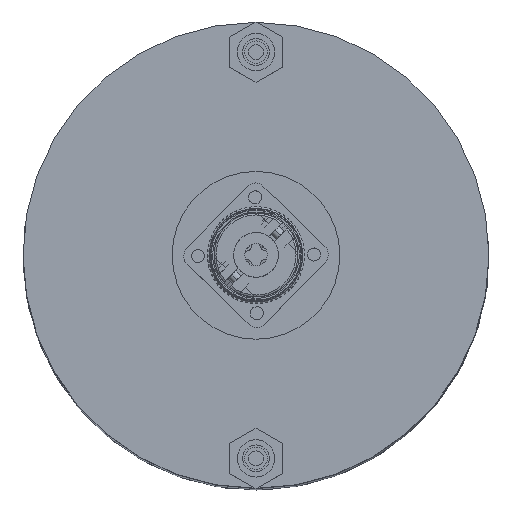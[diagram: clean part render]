
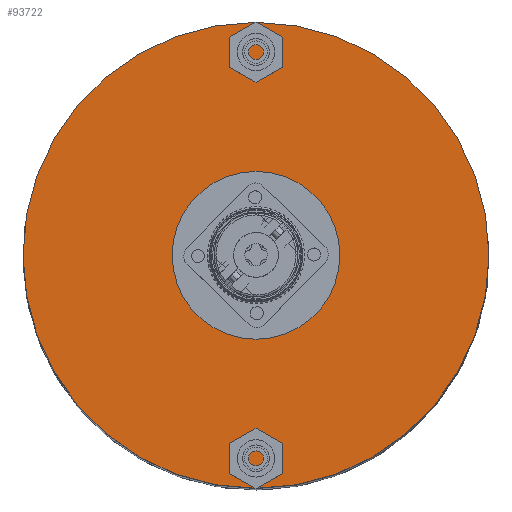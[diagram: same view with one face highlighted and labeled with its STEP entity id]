
A CAD part, top view. The second image highlights one B-rep face of the part: STEP entity #93722.
In plain terms, the highlighted planar face has unit normal (0, 0, 1).
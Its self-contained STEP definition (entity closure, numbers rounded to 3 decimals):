
#2386 = ORIENTED_EDGE ( 'NONE', *, *, #52666, .T. ) ;
#5814 = FACE_OUTER_BOUND ( 'NONE', #53273, .T. ) ;
#7879 = VERTEX_POINT ( 'NONE', #67250 ) ;
#7969 = CARTESIAN_POINT ( 'NONE',  ( 62.5, 0., 35.5 ) ) ;
#9485 = FACE_BOUND ( 'NONE', #21424, .T. ) ;
#12363 = CARTESIAN_POINT ( 'NONE',  ( 0., 0., 35.5 ) ) ;
#21424 = EDGE_LOOP ( 'NONE', ( #2386, #93437 ) ) ;
#23300 = AXIS2_PLACEMENT_3D ( 'NONE', #57349, #25619, #80816 ) ;
#24292 = AXIS2_PLACEMENT_3D ( 'NONE', #12363, #91817, #99733 ) ;
#25493 = VERTEX_POINT ( 'NONE', #93097 ) ;
#25619 = DIRECTION ( 'NONE',  ( 0., 0., 1. ) ) ;
#30916 = AXIS2_PLACEMENT_3D ( 'NONE', #89575, #42208, #81920 ) ;
#34252 = CIRCLE ( 'NONE', #24292, 62.5 ) ;
#41025 = VERTEX_POINT ( 'NONE', #7969 ) ;
#42208 = DIRECTION ( 'NONE',  ( 0., 0., -1. ) ) ;
#43937 = CARTESIAN_POINT ( 'NONE',  ( 0., 0., 35.5 ) ) ;
#44782 = CARTESIAN_POINT ( 'NONE',  ( 0., 0., 35.5 ) ) ;
#47571 = EDGE_CURVE ( 'NONE', #65139, #25493, #51495, .T. ) ;
#51495 = CIRCLE ( 'NONE', #101330, 22.5 ) ;
#52666 = EDGE_CURVE ( 'NONE', #25493, #65139, #92836, .T. ) ;
#53242 = PLANE ( 'NONE',  #23300 ) ;
#53273 = EDGE_LOOP ( 'NONE', ( #80516, #71584 ) ) ;
#54802 = CARTESIAN_POINT ( 'NONE',  ( 22.5, 0., 35.5 ) ) ;
#57349 = CARTESIAN_POINT ( 'NONE',  ( 0., 0., 35.5 ) ) ;
#61334 = DIRECTION ( 'NONE',  ( -1., 0., 0. ) ) ;
#65139 = VERTEX_POINT ( 'NONE', #54802 ) ;
#67063 = EDGE_CURVE ( 'NONE', #7879, #41025, #34252, .T. ) ;
#67250 = CARTESIAN_POINT ( 'NONE',  ( -62.5, 0., 35.5 ) ) ;
#67923 = EDGE_CURVE ( 'NONE', #41025, #7879, #92304, .T. ) ;
#71584 = ORIENTED_EDGE ( 'NONE', *, *, #67923, .F. ) ;
#80516 = ORIENTED_EDGE ( 'NONE', *, *, #67063, .F. ) ;
#80816 = DIRECTION ( 'NONE',  ( 1., 0., 0. ) ) ;
#81920 = DIRECTION ( 'NONE',  ( -1., 0., 0. ) ) ;
#83305 = DIRECTION ( 'NONE',  ( 0., 0., -1. ) ) ;
#85165 = DIRECTION ( 'NONE',  ( 0., 0., -1. ) ) ;
#89575 = CARTESIAN_POINT ( 'NONE',  ( 0., 0., 35.5 ) ) ;
#91600 = DIRECTION ( 'NONE',  ( -1., 0., 0. ) ) ;
#91817 = DIRECTION ( 'NONE',  ( 0., 0., -1. ) ) ;
#92304 = CIRCLE ( 'NONE', #30916, 62.5 ) ;
#92836 = CIRCLE ( 'NONE', #96515, 22.5 ) ;
#93097 = CARTESIAN_POINT ( 'NONE',  ( -22.5, 0., 35.5 ) ) ;
#93437 = ORIENTED_EDGE ( 'NONE', *, *, #47571, .T. ) ;
#93722 = ADVANCED_FACE ( 'NONE', ( #5814, #9485 ), #53242, .T. ) ;
#96515 = AXIS2_PLACEMENT_3D ( 'NONE', #43937, #83305, #91600 ) ;
#99733 = DIRECTION ( 'NONE',  ( -1., 0., 0. ) ) ;
#101330 = AXIS2_PLACEMENT_3D ( 'NONE', #44782, #85165, #61334 ) ;
